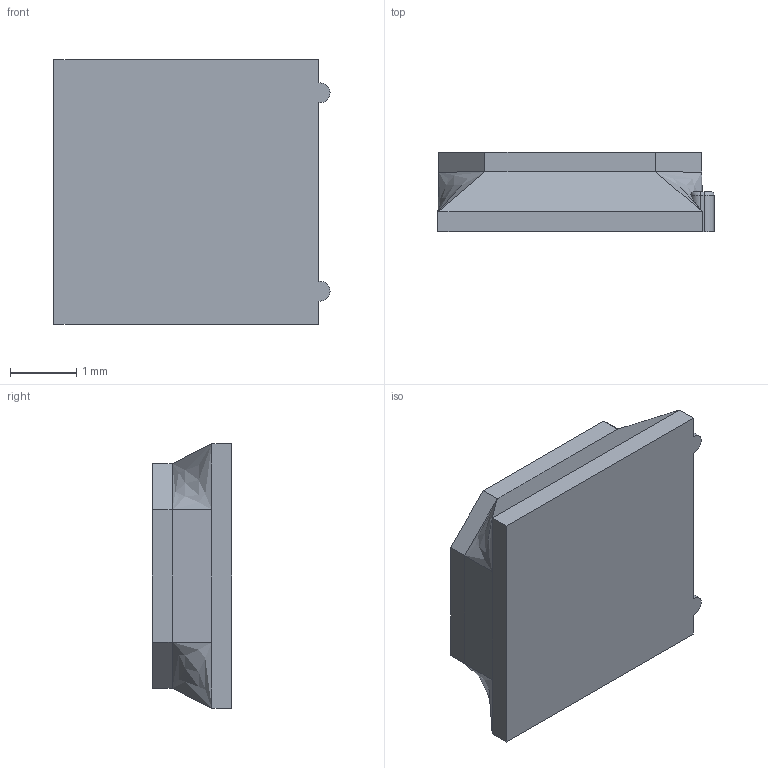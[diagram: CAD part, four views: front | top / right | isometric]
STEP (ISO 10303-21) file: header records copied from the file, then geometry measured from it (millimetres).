
FILE_DESCRIPTION (( 'STEP AP214' ), '1' );
FILE_NAME ('cewka SRN4012TA-150M.STEP', '2021-12-03T15:54:19', ( '' ), ( '' ), 'SwSTEP 2.0', 'SolidWorks 2020', '' );
FILE_SCHEMA (( 'AUTOMOTIVE_DESIGN' ));
Length unit declared in the file: millimetre
Products named in the file (1): cewka SRN4012TA-150M
Bounding box: 4.17 x 1.2 x 4 mm (x, y, z)
Volume: 17.2 mm3; surface area: 47.5 mm2
Topology: 1 solids, 1 shells, 48 faces, 114 edges, 68 vertices
Faces by surface type: plane 26, cylinder 10, bspline 6, torus 6
Entity records: 1992 total; most frequent: CARTESIAN_POINT 445, ORIENTED_EDGE 228, DIRECTION 212, EDGE_CURVE 114, LINE 74, VECTOR 74, AXIS2_PLACEMENT_3D 69, VERTEX_POINT 68
